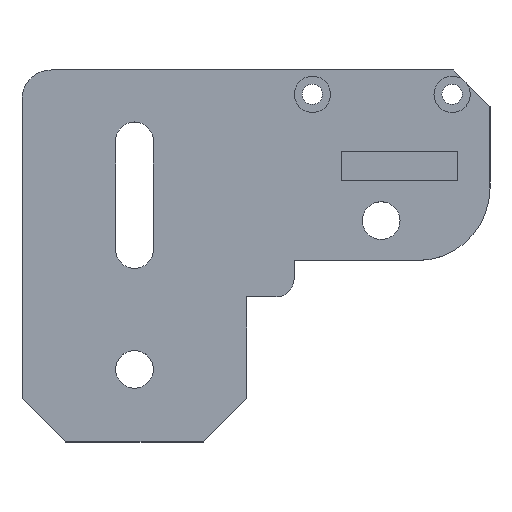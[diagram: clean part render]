
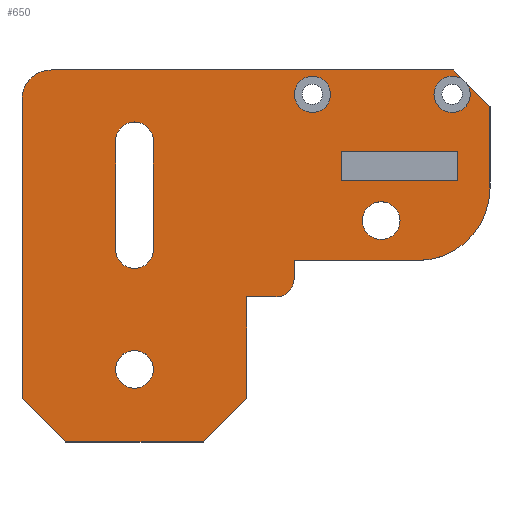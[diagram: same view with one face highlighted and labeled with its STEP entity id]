
A CAD part, top view. The second image highlights one B-rep face of the part: STEP entity #650.
In plain terms, the highlighted planar face has unit normal (0, 0, 1).
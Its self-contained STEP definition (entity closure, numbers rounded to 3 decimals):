
#22=FACE_BOUND('',#123,.T.);
#23=FACE_BOUND('',#124,.T.);
#24=FACE_BOUND('',#125,.T.);
#25=FACE_BOUND('',#126,.T.);
#26=FACE_BOUND('',#127,.T.);
#27=FACE_BOUND('',#128,.T.);
#49=PLANE('',#707);
#82=FACE_OUTER_BOUND('',#122,.T.);
#122=EDGE_LOOP('',(#579,#580,#581,#582,#583,#584,#585,#586,#587,#588,#589,
#590,#591,#592,#593,#594));
#123=EDGE_LOOP('',(#595));
#124=EDGE_LOOP('',(#596));
#125=EDGE_LOOP('',(#597,#598,#599,#600));
#126=EDGE_LOOP('',(#601));
#127=EDGE_LOOP('',(#602,#603,#604,#605));
#128=EDGE_LOOP('',(#606));
#131=LINE('',#908,#197);
#138=LINE('',#922,#204);
#141=LINE('',#927,#207);
#142=LINE('',#929,#208);
#149=LINE('',#952,#215);
#165=LINE('',#996,#231);
#167=LINE('',#1001,#233);
#168=LINE('',#1003,#234);
#169=LINE('',#1004,#235);
#170=LINE('',#1007,#236);
#174=LINE('',#1016,#240);
#176=LINE('',#1021,#242);
#179=LINE('',#1029,#245);
#182=LINE('',#1036,#248);
#184=LINE('',#1041,#250);
#186=LINE('',#1044,#252);
#189=LINE('',#1050,#255);
#190=LINE('',#1053,#256);
#194=LINE('',#1066,#260);
#197=VECTOR('',#734,10.);
#204=VECTOR('',#745,10.);
#207=VECTOR('',#750,10.);
#208=VECTOR('',#753,10.);
#215=VECTOR('',#776,10.);
#231=VECTOR('',#808,10.);
#233=VECTOR('',#812,10.);
#234=VECTOR('',#813,10.);
#235=VECTOR('',#814,10.);
#236=VECTOR('',#817,10.);
#240=VECTOR('',#827,10.);
#242=VECTOR('',#831,10.);
#245=VECTOR('',#840,10.);
#248=VECTOR('',#849,10.);
#250=VECTOR('',#853,10.);
#252=VECTOR('',#857,10.);
#255=VECTOR('',#862,10.);
#256=VECTOR('',#865,10.);
#260=VECTOR('',#883,10.);
#262=CIRCLE('',#655,2.5);
#265=CIRCLE('',#660,2.5);
#269=CIRCLE('',#673,10.);
#277=CIRCLE('',#687,4.);
#278=CIRCLE('',#691,2.6);
#279=CIRCLE('',#694,2.6);
#280=CIRCLE('',#701,2.5);
#281=CIRCLE('',#703,2.6);
#282=CIRCLE('',#705,2.6);
#284=VERTEX_POINT('',#890);
#287=VERTEX_POINT('',#899);
#289=VERTEX_POINT('',#906);
#290=VERTEX_POINT('',#907);
#295=VERTEX_POINT('',#921);
#296=VERTEX_POINT('',#925);
#299=VERTEX_POINT('',#939);
#300=VERTEX_POINT('',#940);
#304=VERTEX_POINT('',#950);
#324=VERTEX_POINT('',#994);
#325=VERTEX_POINT('',#998);
#326=VERTEX_POINT('',#1000);
#327=VERTEX_POINT('',#1002);
#328=VERTEX_POINT('',#1006);
#329=VERTEX_POINT('',#1010);
#330=VERTEX_POINT('',#1014);
#331=VERTEX_POINT('',#1018);
#332=VERTEX_POINT('',#1020);
#333=VERTEX_POINT('',#1024);
#334=VERTEX_POINT('',#1028);
#335=VERTEX_POINT('',#1034);
#336=VERTEX_POINT('',#1038);
#337=VERTEX_POINT('',#1040);
#338=VERTEX_POINT('',#1046);
#339=VERTEX_POINT('',#1048);
#340=VERTEX_POINT('',#1052);
#341=VERTEX_POINT('',#1058);
#342=VERTEX_POINT('',#1062);
#345=EDGE_CURVE('',#284,#284,#262,.T.);
#349=EDGE_CURVE('',#287,#287,#265,.T.);
#351=EDGE_CURVE('',#289,#290,#131,.T.);
#358=EDGE_CURVE('',#295,#289,#138,.T.);
#361=EDGE_CURVE('',#290,#296,#141,.T.);
#362=EDGE_CURVE('',#296,#295,#142,.T.);
#367=EDGE_CURVE('',#299,#300,#269,.T.);
#373=EDGE_CURVE('',#299,#304,#149,.T.);
#395=EDGE_CURVE('',#324,#304,#165,.T.);
#397=EDGE_CURVE('',#325,#326,#167,.T.);
#398=EDGE_CURVE('',#326,#327,#168,.T.);
#399=EDGE_CURVE('',#324,#327,#169,.T.);
#400=EDGE_CURVE('',#300,#328,#170,.T.);
#402=EDGE_CURVE('',#329,#325,#277,.T.);
#405=EDGE_CURVE('',#330,#329,#174,.T.);
#407=EDGE_CURVE('',#332,#331,#176,.T.);
#409=EDGE_CURVE('',#333,#332,#278,.T.);
#411=EDGE_CURVE('',#334,#333,#179,.T.);
#413=EDGE_CURVE('',#331,#334,#279,.T.);
#415=EDGE_CURVE('',#335,#330,#182,.T.);
#417=EDGE_CURVE('',#336,#337,#184,.T.);
#419=EDGE_CURVE('',#337,#335,#186,.T.);
#422=EDGE_CURVE('',#338,#339,#189,.T.);
#423=EDGE_CURVE('',#328,#340,#190,.T.);
#425=EDGE_CURVE('',#340,#339,#280,.T.);
#427=EDGE_CURVE('',#341,#341,#281,.T.);
#429=EDGE_CURVE('',#342,#342,#282,.T.);
#430=EDGE_CURVE('',#338,#336,#194,.T.);
#579=ORIENTED_EDGE('',*,*,#367,.F.);
#580=ORIENTED_EDGE('',*,*,#373,.T.);
#581=ORIENTED_EDGE('',*,*,#395,.F.);
#582=ORIENTED_EDGE('',*,*,#399,.T.);
#583=ORIENTED_EDGE('',*,*,#398,.F.);
#584=ORIENTED_EDGE('',*,*,#397,.F.);
#585=ORIENTED_EDGE('',*,*,#402,.F.);
#586=ORIENTED_EDGE('',*,*,#405,.F.);
#587=ORIENTED_EDGE('',*,*,#415,.F.);
#588=ORIENTED_EDGE('',*,*,#419,.F.);
#589=ORIENTED_EDGE('',*,*,#417,.F.);
#590=ORIENTED_EDGE('',*,*,#430,.F.);
#591=ORIENTED_EDGE('',*,*,#422,.T.);
#592=ORIENTED_EDGE('',*,*,#425,.F.);
#593=ORIENTED_EDGE('',*,*,#423,.F.);
#594=ORIENTED_EDGE('',*,*,#400,.F.);
#595=ORIENTED_EDGE('',*,*,#345,.T.);
#596=ORIENTED_EDGE('',*,*,#349,.T.);
#597=ORIENTED_EDGE('',*,*,#351,.T.);
#598=ORIENTED_EDGE('',*,*,#361,.T.);
#599=ORIENTED_EDGE('',*,*,#362,.T.);
#600=ORIENTED_EDGE('',*,*,#358,.T.);
#601=ORIENTED_EDGE('',*,*,#427,.F.);
#602=ORIENTED_EDGE('',*,*,#411,.T.);
#603=ORIENTED_EDGE('',*,*,#409,.T.);
#604=ORIENTED_EDGE('',*,*,#407,.T.);
#605=ORIENTED_EDGE('',*,*,#413,.T.);
#606=ORIENTED_EDGE('',*,*,#429,.F.);
#650=ADVANCED_FACE('',(#82,#22,#23,#24,#25,#26,#27),#49,.T.);
#655=AXIS2_PLACEMENT_3D('',#892,#715,#716);
#660=AXIS2_PLACEMENT_3D('',#901,#726,#727);
#673=AXIS2_PLACEMENT_3D('',#941,#766,#767);
#687=AXIS2_PLACEMENT_3D('',#1011,#821,#822);
#691=AXIS2_PLACEMENT_3D('',#1025,#835,#836);
#694=AXIS2_PLACEMENT_3D('',#1032,#844,#845);
#701=AXIS2_PLACEMENT_3D('',#1056,#869,#870);
#703=AXIS2_PLACEMENT_3D('',#1060,#874,#875);
#705=AXIS2_PLACEMENT_3D('',#1064,#879,#880);
#707=AXIS2_PLACEMENT_3D('',#1067,#884,#885);
#715=DIRECTION('center_axis',(0.,0.,-1.));
#716=DIRECTION('ref_axis',(-1.,0.,0.));
#726=DIRECTION('center_axis',(0.,0.,-1.));
#727=DIRECTION('ref_axis',(-1.,0.,0.));
#734=DIRECTION('',(-1.,0.,0.));
#745=DIRECTION('',(0.,-1.,0.));
#750=DIRECTION('',(0.,1.,0.));
#753=DIRECTION('',(1.,0.,0.));
#766=DIRECTION('center_axis',(0.,0.,-1.));
#767=DIRECTION('ref_axis',(0.707,-0.707,0.));
#776=DIRECTION('',(0.,1.,0.));
#808=DIRECTION('',(0.707,-0.707,0.));
#812=DIRECTION('',(1.,0.,0.));
#813=DIRECTION('',(1.,0.,0.));
#814=DIRECTION('',(-1.,0.,0.));
#817=DIRECTION('',(-1.,0.,0.));
#821=DIRECTION('center_axis',(0.,0.,-1.));
#822=DIRECTION('ref_axis',(-0.707,0.707,0.));
#827=DIRECTION('',(0.,1.,0.));
#831=DIRECTION('',(0.,-1.,0.));
#835=DIRECTION('center_axis',(0.,0.,-1.));
#836=DIRECTION('ref_axis',(1.,0.,0.));
#840=DIRECTION('',(0.,1.,0.));
#844=DIRECTION('center_axis',(0.,0.,-1.));
#845=DIRECTION('ref_axis',(-1.,0.,0.));
#849=DIRECTION('',(-0.707,0.707,0.));
#853=DIRECTION('',(-0.707,-0.707,0.));
#857=DIRECTION('',(-1.,0.,0.));
#862=DIRECTION('',(1.,0.,0.));
#865=DIRECTION('',(0.,-1.,0.));
#869=DIRECTION('center_axis',(0.,0.,-1.));
#870=DIRECTION('ref_axis',(0.707,-0.707,0.));
#874=DIRECTION('center_axis',(0.,0.,1.));
#875=DIRECTION('ref_axis',(0.,-1.,0.));
#879=DIRECTION('center_axis',(0.,0.,1.));
#880=DIRECTION('ref_axis',(-1.,0.,0.));
#883=DIRECTION('',(0.,-1.,0.));
#884=DIRECTION('center_axis',(0.,0.,1.));
#885=DIRECTION('ref_axis',(-1.,0.,0.));
#890=CARTESIAN_POINT('',(463.422,48.505,778.));
#892=CARTESIAN_POINT('Origin',(460.922,48.505,778.));
#899=CARTESIAN_POINT('',(482.68,48.505,778.));
#901=CARTESIAN_POINT('Origin',(480.18,48.505,778.));
#906=CARTESIAN_POINT('',(480.896,36.608,778.));
#907=CARTESIAN_POINT('',(464.896,36.608,778.));
#908=CARTESIAN_POINT('',(450.648,36.608,778.));
#921=CARTESIAN_POINT('',(480.896,40.608,778.));
#922=CARTESIAN_POINT('',(480.896,37.358,778.));
#925=CARTESIAN_POINT('',(464.896,40.608,778.));
#927=CARTESIAN_POINT('',(464.896,39.858,778.));
#929=CARTESIAN_POINT('',(458.648,40.608,778.));
#939=CARTESIAN_POINT('',(485.4,35.608,778.));
#940=CARTESIAN_POINT('',(475.4,25.608,778.));
#941=CARTESIAN_POINT('Origin',(475.4,35.608,778.));
#950=CARTESIAN_POINT('',(485.4,46.869,778.));
#952=CARTESIAN_POINT('',(485.4,47.869,778.));
#994=CARTESIAN_POINT('',(480.4,51.869,778.));
#996=CARTESIAN_POINT('',(473.84,58.429,778.));
#998=CARTESIAN_POINT('',(424.9,51.869,778.));
#1000=CARTESIAN_POINT('',(475.4,51.869,778.));
#1001=CARTESIAN_POINT('',(443.525,51.869,778.));
#1002=CARTESIAN_POINT('',(476.4,51.869,778.));
#1003=CARTESIAN_POINT('',(443.525,51.869,778.));
#1004=CARTESIAN_POINT('',(480.4,51.869,778.));
#1006=CARTESIAN_POINT('',(458.4,25.608,778.));
#1007=CARTESIAN_POINT('',(480.4,25.608,778.));
#1010=CARTESIAN_POINT('',(420.9,47.869,778.));
#1011=CARTESIAN_POINT('Origin',(424.9,47.869,778.));
#1014=CARTESIAN_POINT('',(420.9,6.608,778.));
#1016=CARTESIAN_POINT('',(420.9,37.108,778.));
#1018=CARTESIAN_POINT('',(439.,27.108,778.));
#1020=CARTESIAN_POINT('',(439.,42.108,778.));
#1021=CARTESIAN_POINT('',(439.,33.358,778.));
#1024=CARTESIAN_POINT('',(433.8,42.108,778.));
#1025=CARTESIAN_POINT('Origin',(436.4,42.108,778.));
#1028=CARTESIAN_POINT('',(433.8,27.108,778.));
#1029=CARTESIAN_POINT('',(433.8,25.858,778.));
#1032=CARTESIAN_POINT('Origin',(436.4,27.108,778.));
#1034=CARTESIAN_POINT('',(426.9,0.608,778.));
#1036=CARTESIAN_POINT('',(419.775,7.733,778.));
#1038=CARTESIAN_POINT('',(451.9,6.608,778.));
#1040=CARTESIAN_POINT('',(445.9,0.608,778.));
#1041=CARTESIAN_POINT('',(453.025,7.733,778.));
#1044=CARTESIAN_POINT('',(451.9,0.608,778.));
#1046=CARTESIAN_POINT('',(451.9,20.608,778.));
#1048=CARTESIAN_POINT('',(455.9,20.608,778.));
#1050=CARTESIAN_POINT('',(414.4,20.608,778.));
#1052=CARTESIAN_POINT('',(458.4,23.108,778.));
#1053=CARTESIAN_POINT('',(458.4,42.608,778.));
#1056=CARTESIAN_POINT('Origin',(455.9,23.108,778.));
#1058=CARTESIAN_POINT('',(470.4,33.708,778.));
#1060=CARTESIAN_POINT('Origin',(470.4,31.108,778.));
#1062=CARTESIAN_POINT('',(439.,10.608,778.));
#1064=CARTESIAN_POINT('Origin',(436.4,10.608,778.));
#1066=CARTESIAN_POINT('',(451.9,20.608,778.));
#1067=CARTESIAN_POINT('Origin',(436.4,39.108,778.));
